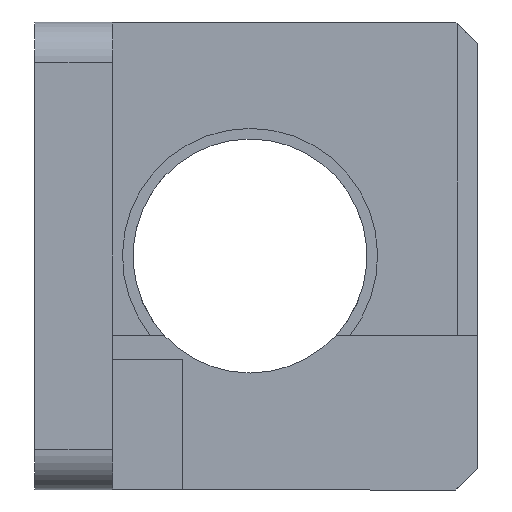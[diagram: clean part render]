
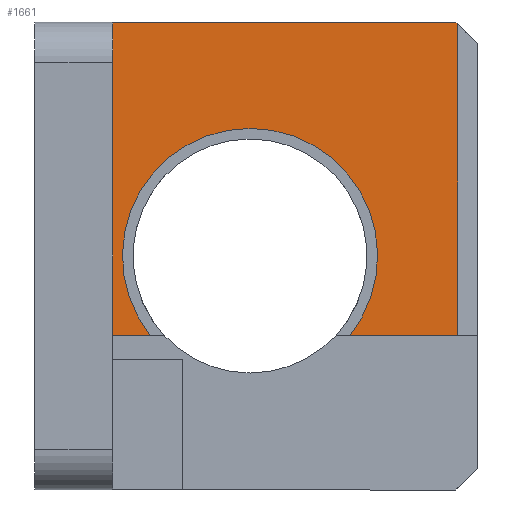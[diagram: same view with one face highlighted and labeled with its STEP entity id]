
A CAD part, left-side view. The second image highlights one B-rep face of the part: STEP entity #1661.
In plain terms, the highlighted planar face has unit normal (-1, 0, 0).
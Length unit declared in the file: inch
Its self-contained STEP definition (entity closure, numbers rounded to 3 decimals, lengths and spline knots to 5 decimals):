
#2 = VECTOR ( 'NONE', #2169, 39.37008 ) ;
#55 = CARTESIAN_POINT ( 'NONE',  ( 0.274, -0.104, 0. ) ) ;
#82 = FACE_OUTER_BOUND ( 'NONE', #1047, .T. ) ;
#131 = LINE ( 'NONE', #1109, #1567 ) ;
#189 = DIRECTION ( 'NONE',  ( 0., -1., 0. ) ) ;
#195 = VERTEX_POINT ( 'NONE', #797 ) ;
#242 = DIRECTION ( 'NONE',  ( 0., 0., -1. ) ) ;
#250 = ORIENTED_EDGE ( 'NONE', *, *, #2421, .F. ) ;
#379 = ORIENTED_EDGE ( 'NONE', *, *, #1157, .F. ) ;
#380 = VECTOR ( 'NONE', #2088, 39.37008 ) ;
#446 = LINE ( 'NONE', #577, #380 ) ;
#465 = CARTESIAN_POINT ( 'NONE',  ( 0.274, -0.261, 0. ) ) ;
#492 = LINE ( 'NONE', #465, #2 ) ;
#526 = VERTEX_POINT ( 'NONE', #2081 ) ;
#560 = VECTOR ( 'NONE', #1063, 39.37008 ) ;
#577 = CARTESIAN_POINT ( 'NONE',  ( 0.274, -0.276, -0.06 ) ) ;
#594 = VERTEX_POINT ( 'NONE', #2167 ) ;
#626 = VECTOR ( 'NONE', #189, 39.37008 ) ;
#640 = VERTEX_POINT ( 'NONE', #2271 ) ;
#695 = LINE ( 'NONE', #2425, #560 ) ;
#699 = ORIENTED_EDGE ( 'NONE', *, *, #1000, .F. ) ;
#705 = LINE ( 'NONE', #1949, #1188 ) ;
#797 = CARTESIAN_POINT ( 'NONE',  ( 0.274, -0.261, -0.06 ) ) ;
#840 = CARTESIAN_POINT ( 'NONE',  ( 0.274, 0., 0.177 ) ) ;
#863 = VERTEX_POINT ( 'NONE', #840 ) ;
#926 = CARTESIAN_POINT ( 'NONE',  ( 0.274, 0.00957, 0.177 ) ) ;
#965 = PLANE ( 'NONE',  #1008 ) ;
#999 = DIRECTION ( 'NONE',  ( 0., -0.707, -0.707 ) ) ;
#1000 = EDGE_CURVE ( 'NONE', #195, #594, #446, .T. ) ;
#1004 = CARTESIAN_POINT ( 'NONE',  ( 0.274, -0.104, 0. ) ) ;
#1008 = AXIS2_PLACEMENT_3D ( 'NONE', #55, #1358, #242 ) ;
#1047 = EDGE_LOOP ( 'NONE', ( #379, #1492, #1120, #699, #1819, #250, #1687, #1155 ) ) ;
#1052 = DIRECTION ( 'NONE',  ( 1., 0., 0. ) ) ;
#1063 = DIRECTION ( 'NONE',  ( 0., 1., 0. ) ) ;
#1109 = CARTESIAN_POINT ( 'NONE',  ( 0.274, 0., -0.146 ) ) ;
#1120 = ORIENTED_EDGE ( 'NONE', *, *, #1764, .T. ) ;
#1135 = AXIS2_PLACEMENT_3D ( 'NONE', #1004, #2328, #1197 ) ;
#1138 = EDGE_CURVE ( 'NONE', #863, #1596, #1628, .T. ) ;
#1153 = EDGE_CURVE ( 'NONE', #640, #863, #131, .T. ) ;
#1155 = ORIENTED_EDGE ( 'NONE', *, *, #1153, .F. ) ;
#1157 = EDGE_CURVE ( 'NONE', #526, #640, #695, .T. ) ;
#1188 = VECTOR ( 'NONE', #999, 39.37008 ) ;
#1197 = DIRECTION ( 'NONE',  ( 0., 0., -1. ) ) ;
#1203 = VERTEX_POINT ( 'NONE', #1416 ) ;
#1213 = CARTESIAN_POINT ( 'NONE',  ( 0.274, -0.104, 0.0965 ) ) ;
#1299 = DIRECTION ( 'NONE',  ( 0., 0., 1. ) ) ;
#1358 = DIRECTION ( 'NONE',  ( 1., 0., 0. ) ) ;
#1416 = CARTESIAN_POINT ( 'NONE',  ( 0.274, -0.261, 0.17574 ) ) ;
#1492 = ORIENTED_EDGE ( 'NONE', *, *, #1920, .T. ) ;
#1567 = VECTOR ( 'NONE', #1299, 39.37008 ) ;
#1596 = VERTEX_POINT ( 'NONE', #1721 ) ;
#1628 = LINE ( 'NONE', #926, #626 ) ;
#1661 = ADVANCED_FACE ( 'NONE', ( #82 ), #965, .F. ) ;
#1687 = ORIENTED_EDGE ( 'NONE', *, *, #1138, .F. ) ;
#1721 = CARTESIAN_POINT ( 'NONE',  ( 0.274, -0.25974, 0.177 ) ) ;
#1764 = EDGE_CURVE ( 'NONE', #1843, #594, #2104, .T. ) ;
#1819 = ORIENTED_EDGE ( 'NONE', *, *, #2245, .T. ) ;
#1843 = VERTEX_POINT ( 'NONE', #1213 ) ;
#1920 = EDGE_CURVE ( 'NONE', #526, #1843, #2419, .T. ) ;
#1949 = CARTESIAN_POINT ( 'NONE',  ( 0.274, -0.276, 0.16074 ) ) ;
#2040 = AXIS2_PLACEMENT_3D ( 'NONE', #2187, #1052, #2367 ) ;
#2081 = CARTESIAN_POINT ( 'NONE',  ( 0.274, -0.02842, -0.06 ) ) ;
#2088 = DIRECTION ( 'NONE',  ( 0., 1., 0. ) ) ;
#2104 = CIRCLE ( 'NONE', #1135, 0.0965 ) ;
#2167 = CARTESIAN_POINT ( 'NONE',  ( 0.274, -0.17958, -0.06 ) ) ;
#2169 = DIRECTION ( 'NONE',  ( 0., 0., 1. ) ) ;
#2187 = CARTESIAN_POINT ( 'NONE',  ( 0.274, -0.104, 0. ) ) ;
#2245 = EDGE_CURVE ( 'NONE', #195, #1203, #492, .T. ) ;
#2271 = CARTESIAN_POINT ( 'NONE',  ( 0.274, 0., -0.06 ) ) ;
#2328 = DIRECTION ( 'NONE',  ( 1., 0., 0. ) ) ;
#2367 = DIRECTION ( 'NONE',  ( 0., 0., -1. ) ) ;
#2419 = CIRCLE ( 'NONE', #2040, 0.0965 ) ;
#2421 = EDGE_CURVE ( 'NONE', #1596, #1203, #705, .T. ) ;
#2425 = CARTESIAN_POINT ( 'NONE',  ( 0.274, 0.00957, -0.06 ) ) ;
